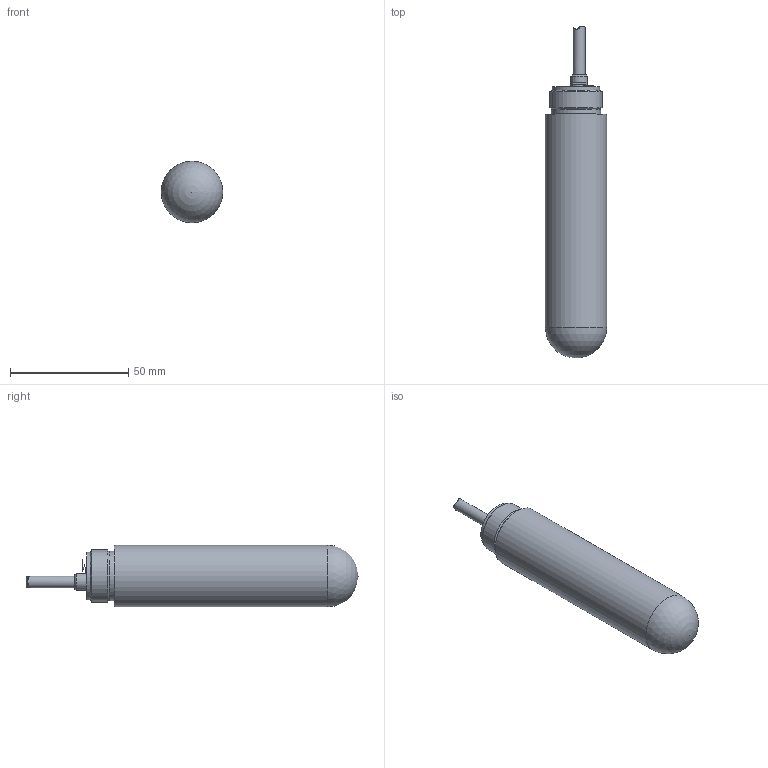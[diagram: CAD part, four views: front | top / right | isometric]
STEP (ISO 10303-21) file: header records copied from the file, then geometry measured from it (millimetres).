
FILE_DESCRIPTION(/* description */ (''),/* implementation_level */ '2;1');
FILE_NAME(/* name */ 'KA1410_Shrinkwrap_1.stp',/* time_stamp */ '2021-07-21T11:12:40+02:00',/* author */ ('Krieger Anja'),/* organization */ (''),/* preprocessor_version */ 'ST-DEVELOPER v18.1',/* originating_system */ 'Autodesk Inventor 2021',/* authorisation */ '');
FILE_SCHEMA (('AUTOMOTIVE_DESIGN { 1 0 10303 214 3 1 1 }'));
Length unit declared in the file: millimetre
Products named in the file (1): KA1410_Shrinkwrap_1
Bounding box: 26 x 140.17 x 26 mm (x, y, z)
Volume: 57090.7 mm3; surface area: 10291.6 mm2
Topology: 1 solids, 1 shells, 28 faces, 60 edges, 40 vertices
Faces by surface type: plane 11, cylinder 9, cone 4, torus 3, sphere 1
Full cylindrical faces by diameter (mm): 4 x1, 5 x1, 7 x1, 20 x1, 20.78 x1, 22 x1, 26 x1
Entity records: 960 total; most frequent: CARTESIAN_POINT 232, DIRECTION 136, ORIENTED_EDGE 118, AXIS2_PLACEMENT_3D 60, EDGE_CURVE 59, VERTEX_POINT 40, EDGE_LOOP 35, CIRCLE 31
